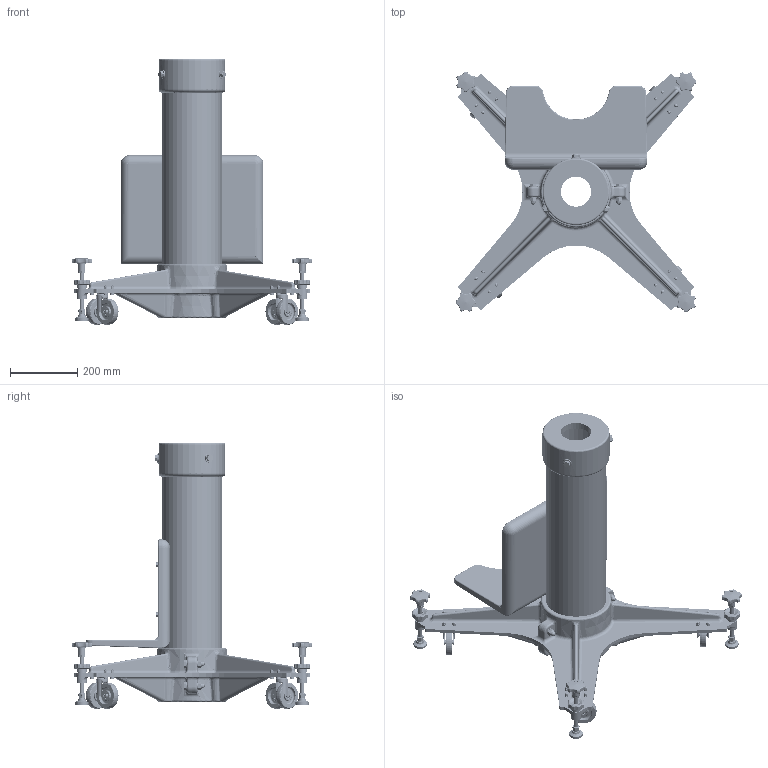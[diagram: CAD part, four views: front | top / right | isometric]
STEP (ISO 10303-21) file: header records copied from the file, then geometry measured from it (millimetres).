
FILE_DESCRIPTION(('STEP AP214'),'1');
FILE_NAME('TM5.stp','2021-06-01T03:59:35',(' '),(' '),'Spatial InterOp 3D',' ',' ');
FILE_SCHEMA(('automotive_design'));
Length unit declared in the file: millimetre
Products named in the file (31): パーツ55; パーツ196; パーツ252; パーツ259; パーツ348; パーツ708; パーツ652; ボルト: 六角 - M6.0 x 20.0; パーツ275; パーツ2; ボルト: 六角 - M7.8 x 25.0
Assembly tree (30 placements, depth 2):
  (unnamed)
    パーツ55
    パーツ55
    パーツ196
    パーツ252
    パーツ259
    パーツ348
    パーツ348
    パーツ348
    パーツ348
    パーツ708
    パーツ652
    パーツ652
    パーツ652
    パーツ652
    パーツ708
    パーツ708
    パーツ708
    ボルト: 六角 - M6.0 x 20.0
    ボルト: 六角 - M6.0 x 20.0
    ボルト: 六角 - M6.0 x 20.0
    ボルト: 六角 - M6.0 x 20.0
    パーツ275
    パーツ259
    パーツ259
    パーツ275
    パーツ275
    パーツ275
    パーツ2
    ボルト: 六角 - M7.8 x 25.0
    ボルト: 六角 - M7.8 x 25.0
Bounding box: 718.86 x 718.86 x 793.17 mm (x, y, z)
Volume: 14984650.9 mm3; surface area: 2576868.5 mm2
Topology: 82 solids, 570 shells, 5081 faces, 14169 edges, 9819 vertices
Faces by surface type: plane 2124, cylinder 930, bspline 750, torus 601, cone 408, sphere 172, extrusion 88, revolution 8
Full cylindrical faces by diameter (mm): 2 x4, 4 x4, 4.5 x4, 6 x32, 6.5 x32, 7.8 x2, 8.5 x4, 11 x4, 11.5 x4, 11.7 x26, 12 x12, 12.7 x16, 13 x18, 15 x18, 15.748 x4, 17.6 x2, 18 x8, 19.757 x4, 20 x12, 21 x11, 23 x8, 25.5 x4, 26 x7, 30 x16, 32 x4, 38 x4, 39 x4, 40 x4, 52 x8, 90 x1
Entity records: 354316 total; most frequent: CARTESIAN_POINT 198553, ORIENTED_EDGE 23324, DIRECTION 21163, EDGE_CURVE 13142, VERTEX_POINT 9599, AXIS2_PLACEMENT_3D 8576, EDGE_LOOP 6055, STYLED_ITEM 5081
